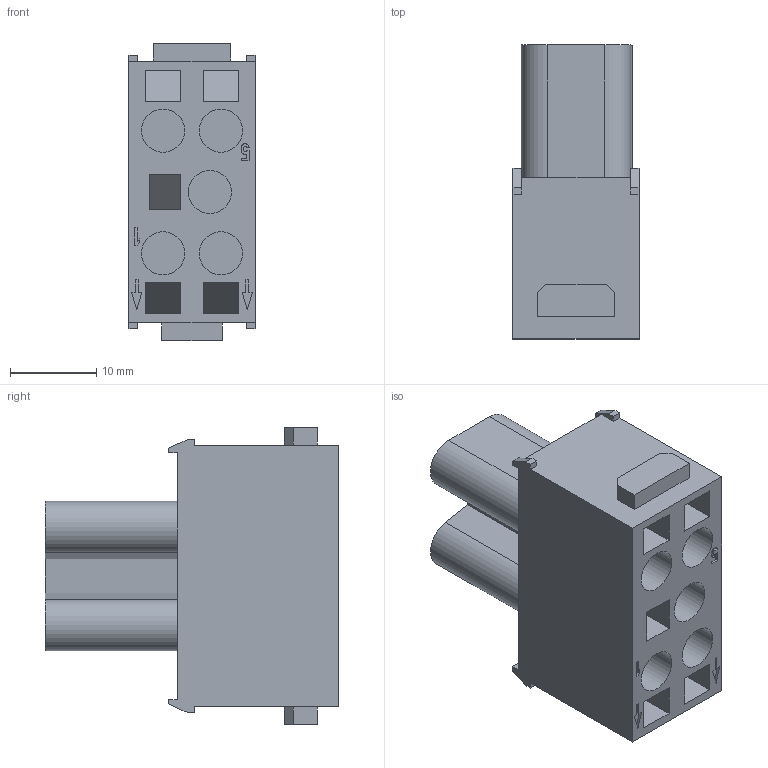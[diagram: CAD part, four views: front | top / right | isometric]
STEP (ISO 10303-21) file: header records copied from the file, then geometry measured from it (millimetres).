
FILE_DESCRIPTION(/* description */ (''),/* implementation_level */ '2;1');
FILE_NAME(/* name */ '100097133ugm000_b.stp',/* time_stamp */ '2017-09-28T17:41:33+02:00',/* author */ (''),/* organization */ (''),/* preprocessor_version */ 'ST-DEVELOPER v16',/* originating_system */ 'SIEMENS PLM Software NX 10.0',/* authorisation */ '');
FILE_SCHEMA (('AUTOMOTIVE_DESIGN { 1 0 10303 214 3 1 1 1 }'));
Length unit declared in the file: millimetre
Products named in the file (1): 100097133ugm000_b
Bounding box: 14.6 x 34 x 34.4 mm (x, y, z)
Volume: 9229.5 mm3; surface area: 5739.5 mm2
Topology: 1 solids, 1 shells, 422 faces, 1128 edges, 753 vertices
Faces by surface type: plane 387, cylinder 31, bspline 4
Full cylindrical faces by diameter (mm): 0.508 x1, 0.665 x1, 2.8 x5, 4.4 x5, 5 x5
Entity records: 14648 total; most frequent: CARTESIAN_POINT 2357, ORIENTED_EDGE 2222, DIRECTION 1993, EDGE_CURVE 1111, LINE 1039, VECTOR 1039, VERTEX_POINT 752, EDGE_LOOP 483
